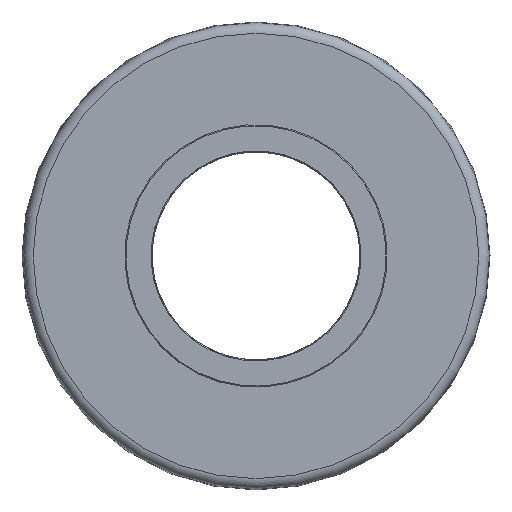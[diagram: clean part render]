
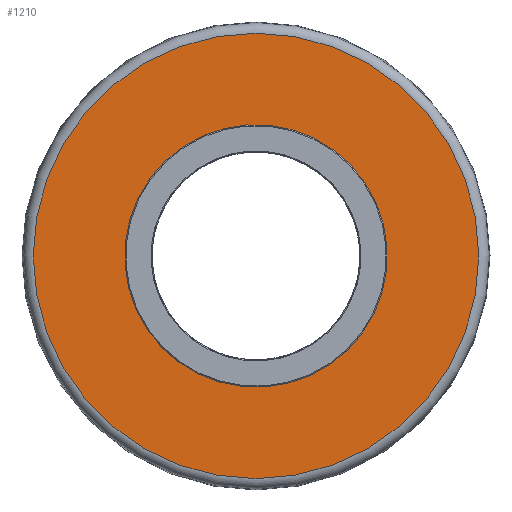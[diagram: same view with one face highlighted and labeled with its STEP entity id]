
A CAD part, left-side view. The second image highlights one B-rep face of the part: STEP entity #1210.
In plain terms, the highlighted planar face has unit normal (-1, 0, 0).
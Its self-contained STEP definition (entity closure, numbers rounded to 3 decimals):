
#47=FACE_BOUND('',#192,.T.);
#68=PLANE('',#1397);
#113=FACE_OUTER_BOUND('',#191,.T.);
#191=EDGE_LOOP('',(#944,#945));
#192=EDGE_LOOP('',(#946));
#299=CIRCLE('',#1355,25.25);
#321=CIRCLE('',#1391,42.83);
#322=CIRCLE('',#1392,42.83);
#506=VERTEX_POINT('',#2071);
#528=VERTEX_POINT('',#2138);
#529=VERTEX_POINT('',#2140);
#649=EDGE_CURVE('',#506,#506,#299,.T.);
#680=EDGE_CURVE('',#528,#529,#321,.T.);
#681=EDGE_CURVE('',#529,#528,#322,.T.);
#944=ORIENTED_EDGE('',*,*,#681,.F.);
#945=ORIENTED_EDGE('',*,*,#680,.F.);
#946=ORIENTED_EDGE('',*,*,#649,.T.);
#1210=ADVANCED_FACE('',(#113,#47),#68,.T.);
#1355=AXIS2_PLACEMENT_3D('',#2073,#1667,#1668);
#1391=AXIS2_PLACEMENT_3D('',#2141,#1748,#1749);
#1392=AXIS2_PLACEMENT_3D('',#2142,#1750,#1751);
#1397=AXIS2_PLACEMENT_3D('',#2176,#1760,#1761);
#1667=DIRECTION('center_axis',(1.,0.,0.));
#1668=DIRECTION('ref_axis',(0.,-0.071,-0.997));
#1748=DIRECTION('center_axis',(1.,0.,0.));
#1749=DIRECTION('ref_axis',(0.,-1.,0.));
#1750=DIRECTION('center_axis',(1.,0.,0.));
#1751=DIRECTION('ref_axis',(0.,-1.,0.));
#1760=DIRECTION('center_axis',(-1.,0.,0.));
#1761=DIRECTION('ref_axis',(0.,0.,1.));
#2071=CARTESIAN_POINT('',(-15.,1.788,25.187));
#2073=CARTESIAN_POINT('Origin',(-15.,0.,0.));
#2138=CARTESIAN_POINT('',(-15.,0.,42.83));
#2140=CARTESIAN_POINT('',(-15.,42.83,0.));
#2141=CARTESIAN_POINT('Origin',(-15.,0.,0.));
#2142=CARTESIAN_POINT('Origin',(-15.,0.,0.));
#2176=CARTESIAN_POINT('Origin',(-15.,44.775,0.));
